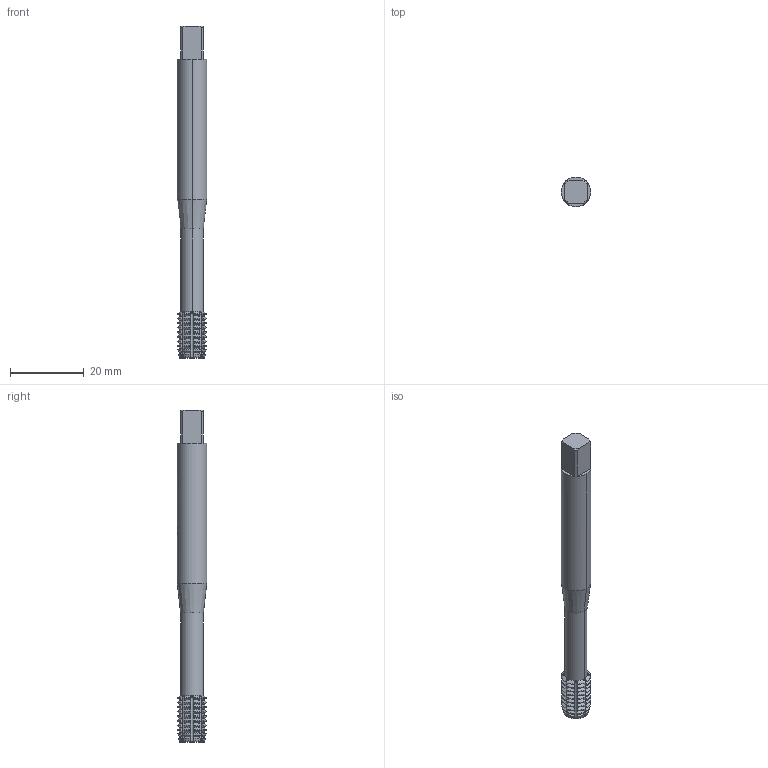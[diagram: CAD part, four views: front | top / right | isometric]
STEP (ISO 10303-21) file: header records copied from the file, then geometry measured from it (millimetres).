
FILE_DESCRIPTION(('no description'),'unknown implementation level');
FILE_NAME('solidHva3l0tB2aGI7TLCPokmJRa4U60_1.STP',' ',('CIM GmbH Aachen'),('CADClick - KiM GmbH - www.kimweb.de'),'unknown preprocess','ACIS','unknown authorization');
FILE_SCHEMA(('automotive_design'));
Length unit declared in the file: millimetre
Products named in the file (2): 1; 2
Bounding box: 8 x 8 x 90 mm (x, y, z)
Volume: 3723.5 mm3; surface area: 2832.6 mm2
Topology: 2 solids, 2 shells, 581 faces, 1719 edges, 1142 vertices
Faces by surface type: cone 204, cylinder 184, plane 177, torus 16
Entity records: 40900 total; most frequent: CARTESIAN_POINT 6707, STYLED_ITEM 3444, PRESENTATION_STYLE_ASSIGNMENT 3444, COLOUR_RGB 3444, ORIENTED_EDGE 3438, DIRECTION 2939, EDGE_CURVE 1719, CURVE_STYLE 1719
